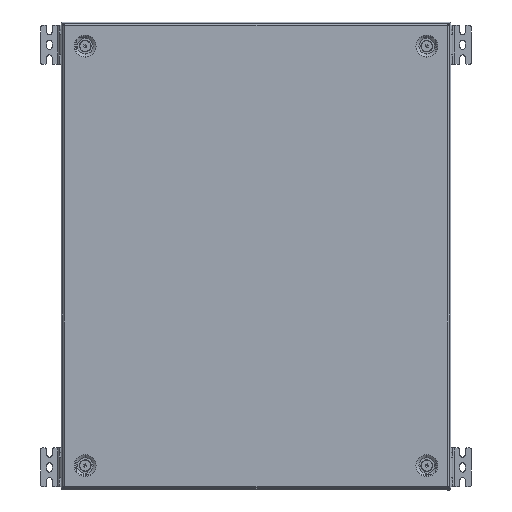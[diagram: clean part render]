
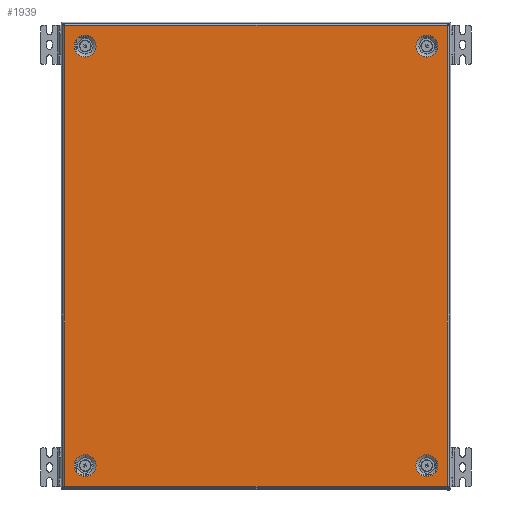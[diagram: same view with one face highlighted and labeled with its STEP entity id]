
A CAD part, top view. The second image highlights one B-rep face of the part: STEP entity #1939.
In plain terms, the highlighted planar face has unit normal (0, 0, 1).
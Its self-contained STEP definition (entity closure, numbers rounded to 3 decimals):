
#276 = DIRECTION ( 'NONE',  ( -1., 0., 0. ) ) ;
#371 = DIRECTION ( 'NONE',  ( -1., 0., 0. ) ) ;
#890 = AXIS2_PLACEMENT_3D ( 'NONE', #26946, #6985, #21581 ) ;
#1051 = CIRCLE ( 'NONE', #23931, 14. ) ;
#1084 = CARTESIAN_POINT ( 'NONE',  ( 219., 269., 0. ) ) ;
#1107 = EDGE_CURVE ( 'NONE', #20550, #15694, #17249, .T. ) ;
#1411 = CARTESIAN_POINT ( 'NONE',  ( 219., 283., 0. ) ) ;
#1558 = CARTESIAN_POINT ( 'NONE',  ( -219., 269., 0. ) ) ;
#1574 = ORIENTED_EDGE ( 'NONE', *, *, #4511, .F. ) ;
#1607 = LINE ( 'NONE', #17014, #24638 ) ;
#1626 = LINE ( 'NONE', #10508, #8176 ) ;
#1929 = EDGE_CURVE ( 'NONE', #6063, #9257, #13620, .T. ) ;
#1939 = ADVANCED_FACE ( 'NONE', ( #7225, #3135, #13768, #7368, #20596 ), #16096, .T. ) ;
#2171 = VECTOR ( 'NONE', #15040, 1000. ) ;
#2415 = DIRECTION ( 'NONE',  ( 1., 0., 0. ) ) ;
#2458 = CARTESIAN_POINT ( 'NONE',  ( 245.5, -295.5, 0. ) ) ;
#2672 = AXIS2_PLACEMENT_3D ( 'NONE', #7089, #24867, #23238 ) ;
#3069 = CARTESIAN_POINT ( 'NONE',  ( -219., -269., 0. ) ) ;
#3135 = FACE_BOUND ( 'NONE', #14024, .T. ) ;
#3511 = CARTESIAN_POINT ( 'NONE',  ( -245.4, 295.5, 0. ) ) ;
#3556 = ORIENTED_EDGE ( 'NONE', *, *, #7960, .F. ) ;
#3747 = DIRECTION ( 'NONE',  ( 0., 0., 1. ) ) ;
#3988 = DIRECTION ( 'NONE',  ( 1., 0., 0. ) ) ;
#4455 = ORIENTED_EDGE ( 'NONE', *, *, #17934, .F. ) ;
#4511 = EDGE_CURVE ( 'NONE', #12664, #21921, #13444, .T. ) ;
#4547 = EDGE_CURVE ( 'NONE', #23657, #23720, #9746, .T. ) ;
#4550 = VERTEX_POINT ( 'NONE', #20071 ) ;
#4657 = DIRECTION ( 'NONE',  ( 0., 0., 1. ) ) ;
#4693 = DIRECTION ( 'NONE',  ( -1., 0., 0. ) ) ;
#4711 = CARTESIAN_POINT ( 'NONE',  ( 245.5, -295.793, 0. ) ) ;
#5071 = VERTEX_POINT ( 'NONE', #13074 ) ;
#5089 = VERTEX_POINT ( 'NONE', #17719 ) ;
#5182 = CARTESIAN_POINT ( 'NONE',  ( 219., -255., 0. ) ) ;
#5211 = CARTESIAN_POINT ( 'NONE',  ( -219., 269., 0. ) ) ;
#5507 = VERTEX_POINT ( 'NONE', #19723 ) ;
#5784 = CARTESIAN_POINT ( 'NONE',  ( 219., -269., 0. ) ) ;
#6063 = VERTEX_POINT ( 'NONE', #15317 ) ;
#6156 = CARTESIAN_POINT ( 'NONE',  ( 245.4, -295.5, 0. ) ) ;
#6328 = LINE ( 'NONE', #17371, #2171 ) ;
#6985 = DIRECTION ( 'NONE',  ( 0., 0., 1. ) ) ;
#7089 = CARTESIAN_POINT ( 'NONE',  ( 0., 0., 0. ) ) ;
#7103 = CIRCLE ( 'NONE', #26125, 14. ) ;
#7175 = CARTESIAN_POINT ( 'NONE',  ( -219., 283., 0. ) ) ;
#7225 = FACE_OUTER_BOUND ( 'NONE', #23151, .T. ) ;
#7368 = FACE_BOUND ( 'NONE', #7872, .T. ) ;
#7583 = EDGE_LOOP ( 'NONE', ( #28334, #28116 ) ) ;
#7872 = EDGE_LOOP ( 'NONE', ( #3556, #24465 ) ) ;
#7960 = EDGE_CURVE ( 'NONE', #15694, #20550, #7103, .T. ) ;
#8015 = DIRECTION ( 'NONE',  ( 1., 0., 0. ) ) ;
#8176 = VECTOR ( 'NONE', #28305, 1000. ) ;
#8423 = VERTEX_POINT ( 'NONE', #6156 ) ;
#8671 = LINE ( 'NONE', #4711, #12283 ) ;
#8970 = VECTOR ( 'NONE', #9919, 1000. ) ;
#9257 = VERTEX_POINT ( 'NONE', #14209 ) ;
#9746 = CIRCLE ( 'NONE', #890, 14. ) ;
#9919 = DIRECTION ( 'NONE',  ( -1., 0., 0. ) ) ;
#10508 = CARTESIAN_POINT ( 'NONE',  ( -245.5, 295.793, 0. ) ) ;
#11565 = AXIS2_PLACEMENT_3D ( 'NONE', #1084, #27330, #24864 ) ;
#11629 = AXIS2_PLACEMENT_3D ( 'NONE', #1558, #19287, #2415 ) ;
#11770 = DIRECTION ( 'NONE',  ( 0., 0., 1. ) ) ;
#12283 = VECTOR ( 'NONE', #17526, 1000. ) ;
#12558 = LINE ( 'NONE', #12714, #27156 ) ;
#12664 = VERTEX_POINT ( 'NONE', #27556 ) ;
#12714 = CARTESIAN_POINT ( 'NONE',  ( 247.5, -295.5, 0. ) ) ;
#12817 = DIRECTION ( 'NONE',  ( 0., 0., 1. ) ) ;
#12891 = LINE ( 'NONE', #17091, #25905 ) ;
#13074 = CARTESIAN_POINT ( 'NONE',  ( -219., 255., 0. ) ) ;
#13377 = ORIENTED_EDGE ( 'NONE', *, *, #24255, .F. ) ;
#13444 = CIRCLE ( 'NONE', #25097, 14. ) ;
#13620 = LINE ( 'NONE', #20311, #23622 ) ;
#13665 = EDGE_CURVE ( 'NONE', #5089, #8423, #6328, .T. ) ;
#13768 = FACE_BOUND ( 'NONE', #26277, .T. ) ;
#14024 = EDGE_LOOP ( 'NONE', ( #4455, #15366 ) ) ;
#14114 = LINE ( 'NONE', #14254, #8970 ) ;
#14200 = EDGE_CURVE ( 'NONE', #5507, #4550, #1626, .T. ) ;
#14209 = CARTESIAN_POINT ( 'NONE',  ( 245.4, 295.5, 0. ) ) ;
#14254 = CARTESIAN_POINT ( 'NONE',  ( 245.793, 295.5, 0. ) ) ;
#15040 = DIRECTION ( 'NONE',  ( 1., 0., 0. ) ) ;
#15252 = VERTEX_POINT ( 'NONE', #7175 ) ;
#15317 = CARTESIAN_POINT ( 'NONE',  ( 245.5, 295.5, 0. ) ) ;
#15366 = ORIENTED_EDGE ( 'NONE', *, *, #4547, .F. ) ;
#15694 = VERTEX_POINT ( 'NONE', #19167 ) ;
#16096 = PLANE ( 'NONE',  #2672 ) ;
#17014 = CARTESIAN_POINT ( 'NONE',  ( -245.793, -295.5, 0. ) ) ;
#17045 = CARTESIAN_POINT ( 'NONE',  ( -219., -255., 0. ) ) ;
#17058 = CARTESIAN_POINT ( 'NONE',  ( 219., 269., 0. ) ) ;
#17091 = CARTESIAN_POINT ( 'NONE',  ( -247.5, 295.5, 0. ) ) ;
#17154 = VERTEX_POINT ( 'NONE', #3511 ) ;
#17249 = CIRCLE ( 'NONE', #18620, 14. ) ;
#17371 = CARTESIAN_POINT ( 'NONE',  ( -245.793, -295.5, 0. ) ) ;
#17473 = ORIENTED_EDGE ( 'NONE', *, *, #24706, .T. ) ;
#17526 = DIRECTION ( 'NONE',  ( 0., 1., 0. ) ) ;
#17719 = CARTESIAN_POINT ( 'NONE',  ( -245.4, -295.5, 0. ) ) ;
#17934 = EDGE_CURVE ( 'NONE', #23720, #23657, #25535, .T. ) ;
#18620 = AXIS2_PLACEMENT_3D ( 'NONE', #21695, #12817, #25798 ) ;
#18962 = AXIS2_PLACEMENT_3D ( 'NONE', #5784, #3747, #19286 ) ;
#18977 = DIRECTION ( 'NONE',  ( 1., 0., 0. ) ) ;
#19167 = CARTESIAN_POINT ( 'NONE',  ( -219., -283., 0. ) ) ;
#19286 = DIRECTION ( 'NONE',  ( 1., 0., 0. ) ) ;
#19287 = DIRECTION ( 'NONE',  ( 0., 0., 1. ) ) ;
#19645 = EDGE_CURVE ( 'NONE', #15252, #5071, #21375, .T. ) ;
#19723 = CARTESIAN_POINT ( 'NONE',  ( -245.5, 295.5, 0. ) ) ;
#20071 = CARTESIAN_POINT ( 'NONE',  ( -245.5, -295.5, 0. ) ) ;
#20269 = EDGE_CURVE ( 'NONE', #21711, #6063, #8671, .T. ) ;
#20311 = CARTESIAN_POINT ( 'NONE',  ( 245.793, 295.5, 0. ) ) ;
#20550 = VERTEX_POINT ( 'NONE', #17045 ) ;
#20596 = FACE_BOUND ( 'NONE', #7583, .T. ) ;
#20864 = EDGE_CURVE ( 'NONE', #5071, #15252, #1051, .T. ) ;
#21056 = DIRECTION ( 'NONE',  ( 1., 0., 0. ) ) ;
#21094 = ORIENTED_EDGE ( 'NONE', *, *, #13665, .T. ) ;
#21375 = CIRCLE ( 'NONE', #11629, 14. ) ;
#21581 = DIRECTION ( 'NONE',  ( 1., 0., 0. ) ) ;
#21695 = CARTESIAN_POINT ( 'NONE',  ( -219., -269., 0. ) ) ;
#21711 = VERTEX_POINT ( 'NONE', #2458 ) ;
#21801 = ORIENTED_EDGE ( 'NONE', *, *, #23618, .F. ) ;
#21921 = VERTEX_POINT ( 'NONE', #1411 ) ;
#22146 = ORIENTED_EDGE ( 'NONE', *, *, #22925, .T. ) ;
#22925 = EDGE_CURVE ( 'NONE', #4550, #5089, #1607, .T. ) ;
#23151 = EDGE_LOOP ( 'NONE', ( #23841, #28324, #13377, #27168, #22146, #21094, #17473, #26084 ) ) ;
#23238 = DIRECTION ( 'NONE',  ( 1., 0., 0. ) ) ;
#23618 = EDGE_CURVE ( 'NONE', #21921, #12664, #24146, .T. ) ;
#23622 = VECTOR ( 'NONE', #371, 1000. ) ;
#23657 = VERTEX_POINT ( 'NONE', #5182 ) ;
#23720 = VERTEX_POINT ( 'NONE', #28513 ) ;
#23841 = ORIENTED_EDGE ( 'NONE', *, *, #1929, .T. ) ;
#23931 = AXIS2_PLACEMENT_3D ( 'NONE', #5211, #11770, #21056 ) ;
#24146 = CIRCLE ( 'NONE', #11565, 14. ) ;
#24255 = EDGE_CURVE ( 'NONE', #5507, #17154, #12891, .T. ) ;
#24465 = ORIENTED_EDGE ( 'NONE', *, *, #1107, .F. ) ;
#24638 = VECTOR ( 'NONE', #8015, 1000. ) ;
#24706 = EDGE_CURVE ( 'NONE', #8423, #21711, #12558, .T. ) ;
#24864 = DIRECTION ( 'NONE',  ( -1., 0., 0. ) ) ;
#24867 = DIRECTION ( 'NONE',  ( 0., 0., 1. ) ) ;
#25084 = DIRECTION ( 'NONE',  ( 0., 0., 1. ) ) ;
#25097 = AXIS2_PLACEMENT_3D ( 'NONE', #17058, #4657, #276 ) ;
#25535 = CIRCLE ( 'NONE', #18962, 14. ) ;
#25798 = DIRECTION ( 'NONE',  ( -1., 0., 0. ) ) ;
#25905 = VECTOR ( 'NONE', #18977, 1000. ) ;
#26084 = ORIENTED_EDGE ( 'NONE', *, *, #20269, .T. ) ;
#26125 = AXIS2_PLACEMENT_3D ( 'NONE', #3069, #25084, #4693 ) ;
#26277 = EDGE_LOOP ( 'NONE', ( #21801, #1574 ) ) ;
#26764 = EDGE_CURVE ( 'NONE', #9257, #17154, #14114, .T. ) ;
#26946 = CARTESIAN_POINT ( 'NONE',  ( 219., -269., 0. ) ) ;
#27156 = VECTOR ( 'NONE', #3988, 1000. ) ;
#27168 = ORIENTED_EDGE ( 'NONE', *, *, #14200, .T. ) ;
#27330 = DIRECTION ( 'NONE',  ( 0., 0., 1. ) ) ;
#27556 = CARTESIAN_POINT ( 'NONE',  ( 219., 255., 0. ) ) ;
#28116 = ORIENTED_EDGE ( 'NONE', *, *, #20864, .F. ) ;
#28305 = DIRECTION ( 'NONE',  ( 0., -1., 0. ) ) ;
#28324 = ORIENTED_EDGE ( 'NONE', *, *, #26764, .T. ) ;
#28334 = ORIENTED_EDGE ( 'NONE', *, *, #19645, .F. ) ;
#28513 = CARTESIAN_POINT ( 'NONE',  ( 219., -283., 0. ) ) ;
